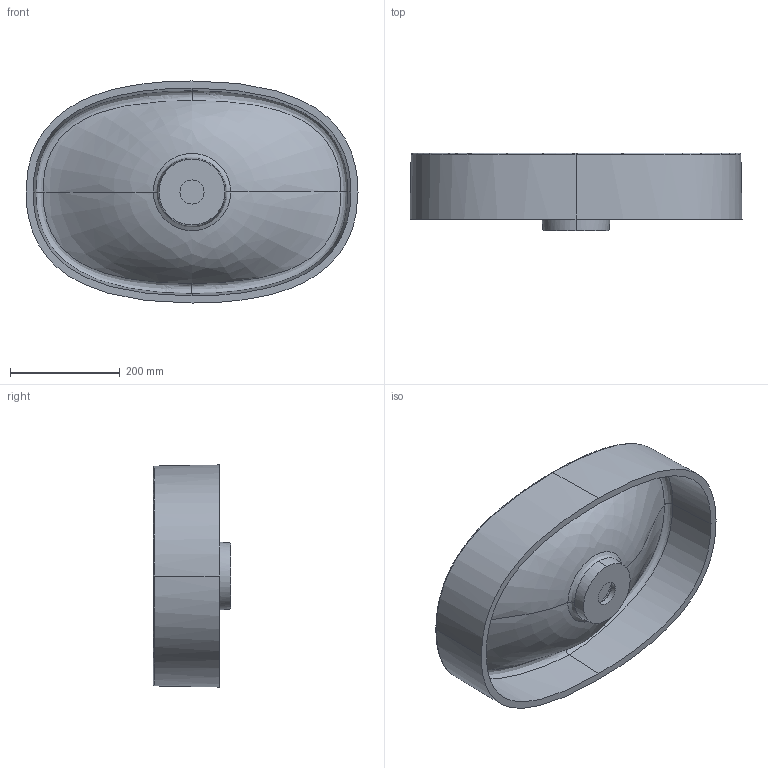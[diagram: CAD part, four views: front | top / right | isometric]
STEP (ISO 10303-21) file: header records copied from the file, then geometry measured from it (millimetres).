
FILE_DESCRIPTION (( 'STEP AP203' ), '1' );
FILE_NAME ('MARMY ROCKY C 600.STEP', '2021-04-26T16:41:25', ( '' ), ( '' ), 'SwSTEP 2.0', 'SolidWorks 2019', '' );
FILE_SCHEMA (( 'CONFIG_CONTROL_DESIGN' ));
Length unit declared in the file: millimetre
Products named in the file (1): MARMY ROCKY C 600
Bounding box: 604.19 x 140.98 x 404.19 mm (x, y, z)
Volume: 5878232.8 mm3; surface area: 825933.6 mm2
Topology: 2 solids, 2 shells, 54 faces, 116 edges, 66 vertices
Faces by surface type: bspline 24, cone 12, torus 10, cylinder 4, plane 4
Entity records: 14886 total; most frequent: CARTESIAN_POINT 13784, ORIENTED_EDGE 232, DIRECTION 180, EDGE_CURVE 116, AXIS2_PLACEMENT_3D 79, VERTEX_POINT 66, EDGE_LOOP 56, FACE_OUTER_BOUND 54
